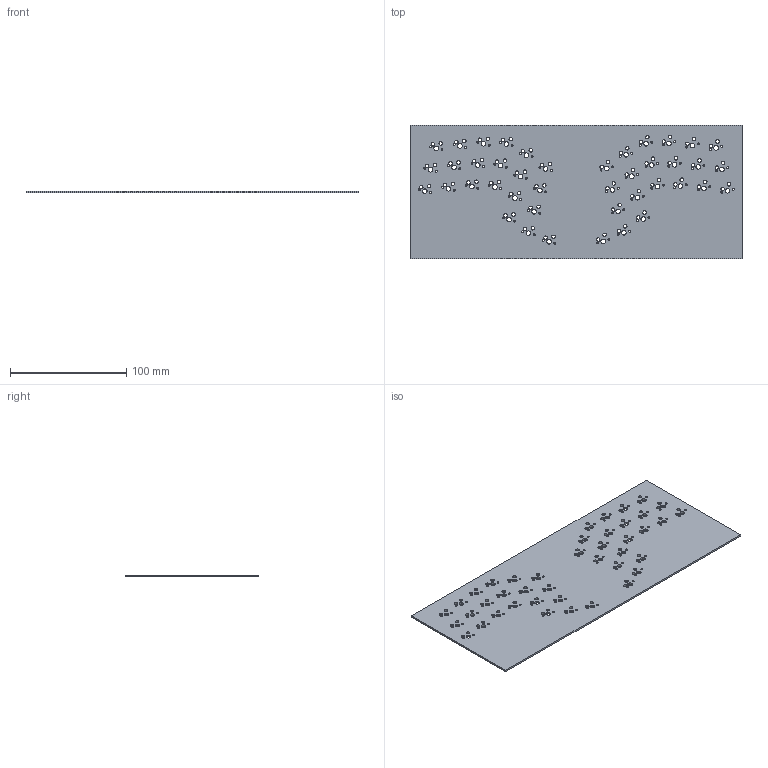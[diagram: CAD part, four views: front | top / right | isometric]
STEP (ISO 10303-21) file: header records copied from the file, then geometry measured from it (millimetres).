
FILE_DESCRIPTION(('KiCad electronic assembly'),'2;1');
FILE_NAME('MOKETA.step','2025-07-18T14:45:31',('Pcbnew'),('Kicad'), 'Open CASCADE STEP processor 7.9','KiCad to STEP converter','Unknown' );
FILE_SCHEMA(('AUTOMOTIVE_DESIGN { 1 0 10303 214 1 1 1 1 }'));
Length unit declared in the file: millimetre
Products named in the file (2): MOKETA 1; MOKETA_PCB
Assembly tree (1 placements, depth 2):
  MOKETA 1
    MOKETA_PCB
Bounding box: 285 x 114.5 x 1.51 mm (x, y, z)
Volume: 47297.9 mm3; surface area: 66520.8 mm2
Topology: 1 solids, 1 shells, 216 faces, 642 edges, 428 vertices
Faces by surface type: cylinder 210, plane 6
Full cylindrical faces by diameter (mm): 1.702 x84, 3 x84, 3.988 x42
Entity records: 8383 total; most frequent: DIRECTION 1498, CARTESIAN_POINT 1288, ORIENTED_EDGE 1284, EDGE_CURVE 642, AXIS2_PLACEMENT_3D 638, FACE_BOUND 636, EDGE_LOOP 636, VERTEX_POINT 428
